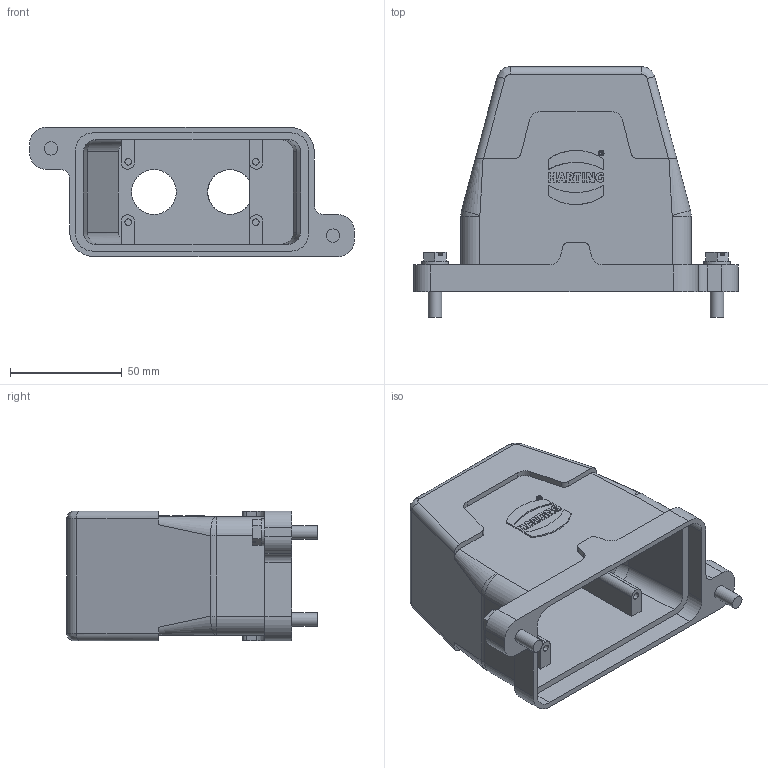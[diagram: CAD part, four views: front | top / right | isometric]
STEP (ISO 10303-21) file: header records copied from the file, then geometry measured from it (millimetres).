
FILE_DESCRIPTION(/* description */ (''),/* implementation_level */ '2;1');
FILE_NAME(/* name */ '100121698ugm000_b.stp',/* time_stamp */ '2017-11-06T09:30:54+01:00',/* author */ (''),/* organization */ (''),/* preprocessor_version */ 'ST-DEVELOPER v16',/* originating_system */ 'SIEMENS PLM Software NX 10.0',/* authorisation */ '');
FILE_SCHEMA (('AUTOMOTIVE_DESIGN { 1 0 10303 214 3 1 1 1 }'));
Length unit declared in the file: millimetre
Products named in the file (1): 100121698ugm000_b
Bounding box: 145 x 111.9 x 58 mm (x, y, z)
Volume: 170395.8 mm3; surface area: 71015.4 mm2
Topology: 1 solids, 1 shells, 391 faces, 1024 edges, 681 vertices
Faces by surface type: plane 281, cylinder 86, bspline 24
Full cylindrical faces by diameter (mm): 1.575 x2, 2.429 x2, 3 x4, 6 x2, 12 x2, 20 x2
Entity records: 14006 total; most frequent: CARTESIAN_POINT 3072, ORIENTED_EDGE 2020, DIRECTION 1870, EDGE_CURVE 1010, LINE 798, VECTOR 798, VERTEX_POINT 676, AXIS2_PLACEMENT_3D 536
